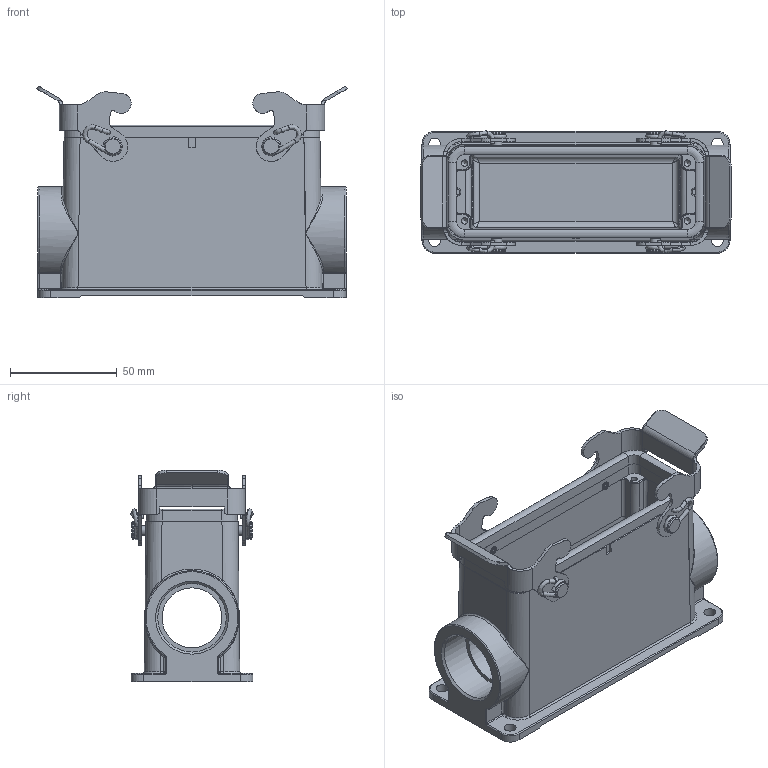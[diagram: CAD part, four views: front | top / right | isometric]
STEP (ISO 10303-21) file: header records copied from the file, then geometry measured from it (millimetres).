
FILE_DESCRIPTION(/* description */ (''),/* implementation_level */ '2;1');
FILE_NAME(/* name */ '100094764ugm000_c.stp',/* time_stamp */ '2017-11-03T15:35:57+01:00',/* author */ (''),/* organization */ (''),/* preprocessor_version */ 'ST-DEVELOPER v16',/* originating_system */ 'SIEMENS PLM Software NX 10.0',/* authorisation */ '');
FILE_SCHEMA (('AUTOMOTIVE_DESIGN { 1 0 10303 214 3 1 1 1 }'));
Length unit declared in the file: millimetre
Products named in the file (1): 100094764ugm000_c
Bounding box: 145.02 x 57.2 x 99.05 mm (x, y, z)
Volume: 169254.3 mm3; surface area: 79114.9 mm2
Topology: 3 solids, 3 shells, 555 faces, 2168 edges, 2319 vertices
Faces by surface type: plane 199, cylinder 186, bspline 122, torus 34, cone 14
Full cylindrical faces by diameter (mm): 1.6 x4, 2.9 x4, 3 x4, 4 x4, 4.8 x4, 5.6 x4, 8 x4, 28 x2, 32 x2
Entity records: 30244 total; most frequent: CARTESIAN_POINT 11108, ORIENTED_EDGE 2736, DIRECTION 2687, EDGE_CURVE 1368, PRESENTATION_STYLE_ASSIGNMENT 1005, AXIS2_PLACEMENT_3D 928, VERTEX_POINT 920, LINE 831
